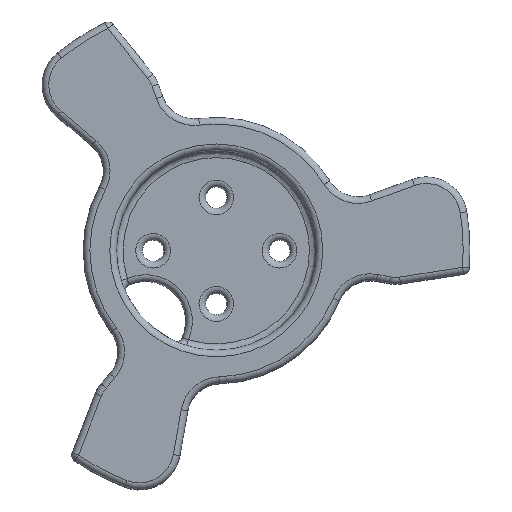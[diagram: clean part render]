
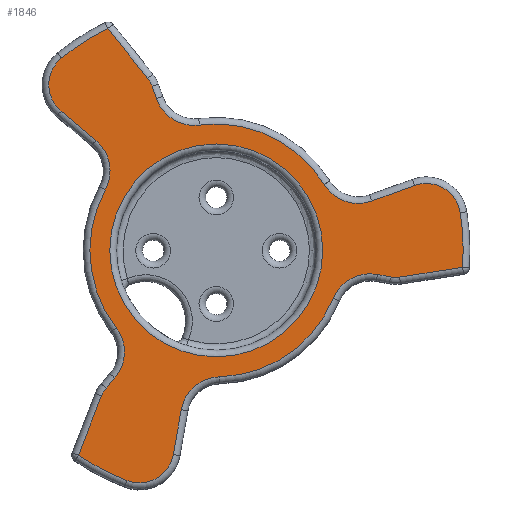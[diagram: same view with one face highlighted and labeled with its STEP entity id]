
A CAD part, top view. The second image highlights one B-rep face of the part: STEP entity #1846.
In plain terms, the highlighted planar face has unit normal (0, 0, 1).
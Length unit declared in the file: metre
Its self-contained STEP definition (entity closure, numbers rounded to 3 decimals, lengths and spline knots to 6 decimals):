
#84=PLANE('',#2046);
#146=LINE('',#3373,#216);
#147=LINE('',#3377,#217);
#148=LINE('',#3383,#218);
#149=LINE('',#3391,#219);
#150=LINE('',#3395,#220);
#151=LINE('',#3401,#221);
#152=LINE('',#3409,#222);
#153=LINE('',#3413,#223);
#154=LINE('',#3419,#224);
#216=VECTOR('',#2511,1.);
#217=VECTOR('',#2514,1.);
#218=VECTOR('',#2519,1.);
#219=VECTOR('',#2526,1.);
#220=VECTOR('',#2529,1.);
#221=VECTOR('',#2534,1.);
#222=VECTOR('',#2541,1.);
#223=VECTOR('',#2544,1.);
#224=VECTOR('',#2549,1.);
#283=CIRCLE('',#2047,0.016);
#284=CIRCLE('',#2048,0.006);
#285=CIRCLE('',#2049,0.004);
#286=CIRCLE('',#2050,0.0371);
#287=CIRCLE('',#2051,0.005175);
#288=CIRCLE('',#2052,0.006);
#289=CIRCLE('',#2053,0.019);
#290=CIRCLE('',#2054,0.006);
#291=CIRCLE('',#2055,0.004);
#292=CIRCLE('',#2056,0.0371);
#293=CIRCLE('',#2057,0.005175);
#294=CIRCLE('',#2058,0.006);
#295=CIRCLE('',#2059,0.019);
#296=CIRCLE('',#2060,0.006);
#297=CIRCLE('',#2061,0.004);
#298=CIRCLE('',#2062,0.0371);
#299=CIRCLE('',#2063,0.005175);
#300=CIRCLE('',#2064,0.006);
#301=CIRCLE('',#2065,0.019);
#554=ORIENTED_EDGE('',*,*,#1075,.T.);
#555=ORIENTED_EDGE('',*,*,#1076,.T.);
#556=ORIENTED_EDGE('',*,*,#1077,.T.);
#557=ORIENTED_EDGE('',*,*,#1078,.T.);
#558=ORIENTED_EDGE('',*,*,#1079,.T.);
#559=ORIENTED_EDGE('',*,*,#1080,.T.);
#560=ORIENTED_EDGE('',*,*,#1081,.T.);
#561=ORIENTED_EDGE('',*,*,#1082,.T.);
#562=ORIENTED_EDGE('',*,*,#1083,.T.);
#563=ORIENTED_EDGE('',*,*,#1084,.T.);
#564=ORIENTED_EDGE('',*,*,#1085,.T.);
#565=ORIENTED_EDGE('',*,*,#1086,.T.);
#566=ORIENTED_EDGE('',*,*,#1087,.T.);
#567=ORIENTED_EDGE('',*,*,#1088,.T.);
#568=ORIENTED_EDGE('',*,*,#1089,.T.);
#569=ORIENTED_EDGE('',*,*,#1090,.T.);
#570=ORIENTED_EDGE('',*,*,#1091,.T.);
#571=ORIENTED_EDGE('',*,*,#1092,.T.);
#572=ORIENTED_EDGE('',*,*,#1093,.T.);
#573=ORIENTED_EDGE('',*,*,#1094,.T.);
#574=ORIENTED_EDGE('',*,*,#1095,.T.);
#575=ORIENTED_EDGE('',*,*,#1096,.T.);
#576=ORIENTED_EDGE('',*,*,#1097,.T.);
#577=ORIENTED_EDGE('',*,*,#1098,.T.);
#578=ORIENTED_EDGE('',*,*,#1099,.T.);
#579=ORIENTED_EDGE('',*,*,#1100,.T.);
#580=ORIENTED_EDGE('',*,*,#1101,.T.);
#581=ORIENTED_EDGE('',*,*,#1102,.T.);
#1075=EDGE_CURVE('',#1338,#1338,#283,.F.);
#1076=EDGE_CURVE('',#1339,#1340,#284,.F.);
#1077=EDGE_CURVE('',#1340,#1341,#146,.F.);
#1078=EDGE_CURVE('',#1341,#1342,#285,.T.);
#1079=EDGE_CURVE('',#1342,#1343,#147,.T.);
#1080=EDGE_CURVE('',#1343,#1344,#286,.T.);
#1081=EDGE_CURVE('',#1344,#1345,#287,.T.);
#1082=EDGE_CURVE('',#1345,#1346,#148,.T.);
#1083=EDGE_CURVE('',#1346,#1347,#288,.F.);
#1084=EDGE_CURVE('',#1347,#1348,#289,.T.);
#1085=EDGE_CURVE('',#1348,#1349,#290,.F.);
#1086=EDGE_CURVE('',#1349,#1350,#149,.F.);
#1087=EDGE_CURVE('',#1350,#1351,#291,.T.);
#1088=EDGE_CURVE('',#1351,#1352,#150,.T.);
#1089=EDGE_CURVE('',#1352,#1353,#292,.T.);
#1090=EDGE_CURVE('',#1353,#1354,#293,.T.);
#1091=EDGE_CURVE('',#1354,#1355,#151,.T.);
#1092=EDGE_CURVE('',#1355,#1356,#294,.F.);
#1093=EDGE_CURVE('',#1356,#1357,#295,.T.);
#1094=EDGE_CURVE('',#1357,#1358,#296,.F.);
#1095=EDGE_CURVE('',#1358,#1359,#152,.F.);
#1096=EDGE_CURVE('',#1359,#1360,#297,.T.);
#1097=EDGE_CURVE('',#1360,#1361,#153,.T.);
#1098=EDGE_CURVE('',#1361,#1362,#298,.T.);
#1099=EDGE_CURVE('',#1362,#1363,#299,.T.);
#1100=EDGE_CURVE('',#1363,#1364,#154,.T.);
#1101=EDGE_CURVE('',#1364,#1365,#300,.F.);
#1102=EDGE_CURVE('',#1365,#1339,#301,.T.);
#1338=VERTEX_POINT('',#3369);
#1339=VERTEX_POINT('',#3371);
#1340=VERTEX_POINT('',#3372);
#1341=VERTEX_POINT('',#3374);
#1342=VERTEX_POINT('',#3376);
#1343=VERTEX_POINT('',#3378);
#1344=VERTEX_POINT('',#3380);
#1345=VERTEX_POINT('',#3382);
#1346=VERTEX_POINT('',#3384);
#1347=VERTEX_POINT('',#3386);
#1348=VERTEX_POINT('',#3388);
#1349=VERTEX_POINT('',#3390);
#1350=VERTEX_POINT('',#3392);
#1351=VERTEX_POINT('',#3394);
#1352=VERTEX_POINT('',#3396);
#1353=VERTEX_POINT('',#3398);
#1354=VERTEX_POINT('',#3400);
#1355=VERTEX_POINT('',#3402);
#1356=VERTEX_POINT('',#3404);
#1357=VERTEX_POINT('',#3406);
#1358=VERTEX_POINT('',#3408);
#1359=VERTEX_POINT('',#3410);
#1360=VERTEX_POINT('',#3412);
#1361=VERTEX_POINT('',#3414);
#1362=VERTEX_POINT('',#3416);
#1363=VERTEX_POINT('',#3418);
#1364=VERTEX_POINT('',#3420);
#1365=VERTEX_POINT('',#3422);
#1455=EDGE_LOOP('',(#554));
#1456=EDGE_LOOP('',(#555,#556,#557,#558,#559,#560,#561,#562,#563,#564,#565,
#566,#567,#568,#569,#570,#571,#572,#573,#574,#575,#576,#577,#578,#579,#580,
#581));
#1635=FACE_BOUND('',#1455,.T.);
#1636=FACE_BOUND('',#1456,.T.);
#1846=ADVANCED_FACE('',(#1635,#1636),#84,.T.);
#2046=AXIS2_PLACEMENT_3D('',#3367,#2505,#2506);
#2047=AXIS2_PLACEMENT_3D('',#3368,#2507,#2508);
#2048=AXIS2_PLACEMENT_3D('',#3370,#2509,#2510);
#2049=AXIS2_PLACEMENT_3D('',#3375,#2512,#2513);
#2050=AXIS2_PLACEMENT_3D('',#3379,#2515,#2516);
#2051=AXIS2_PLACEMENT_3D('',#3381,#2517,#2518);
#2052=AXIS2_PLACEMENT_3D('',#3385,#2520,#2521);
#2053=AXIS2_PLACEMENT_3D('',#3387,#2522,#2523);
#2054=AXIS2_PLACEMENT_3D('',#3389,#2524,#2525);
#2055=AXIS2_PLACEMENT_3D('',#3393,#2527,#2528);
#2056=AXIS2_PLACEMENT_3D('',#3397,#2530,#2531);
#2057=AXIS2_PLACEMENT_3D('',#3399,#2532,#2533);
#2058=AXIS2_PLACEMENT_3D('',#3403,#2535,#2536);
#2059=AXIS2_PLACEMENT_3D('',#3405,#2537,#2538);
#2060=AXIS2_PLACEMENT_3D('',#3407,#2539,#2540);
#2061=AXIS2_PLACEMENT_3D('',#3411,#2542,#2543);
#2062=AXIS2_PLACEMENT_3D('',#3415,#2545,#2546);
#2063=AXIS2_PLACEMENT_3D('',#3417,#2547,#2548);
#2064=AXIS2_PLACEMENT_3D('',#3421,#2550,#2551);
#2065=AXIS2_PLACEMENT_3D('',#3423,#2552,#2553);
#2505=DIRECTION('',(0.,0.,1.));
#2506=DIRECTION('',(1.,0.,0.));
#2507=DIRECTION('',(0.,0.,1.));
#2508=DIRECTION('',(1.,0.,0.));
#2509=DIRECTION('',(0.,0.,1.));
#2510=DIRECTION('',(1.,0.,0.));
#2511=DIRECTION('',(0.329,-0.944,0.));
#2512=DIRECTION('',(0.,0.,1.));
#2513=DIRECTION('',(1.,0.,0.));
#2514=DIRECTION('',(-0.626,0.779,0.));
#2515=DIRECTION('',(0.,0.,1.));
#2516=DIRECTION('',(1.,0.,0.));
#2517=DIRECTION('',(0.,0.,1.));
#2518=DIRECTION('',(1.,0.,0.));
#2519=DIRECTION('',(0.765,-0.644,0.));
#2520=DIRECTION('',(0.,0.,1.));
#2521=DIRECTION('',(1.,0.,0.));
#2522=DIRECTION('',(0.,0.,1.));
#2523=DIRECTION('',(1.,0.,0.));
#2524=DIRECTION('',(0.,0.,1.));
#2525=DIRECTION('',(1.,0.,0.));
#2526=DIRECTION('',(0.654,0.757,0.));
#2527=DIRECTION('',(0.,0.,1.));
#2528=DIRECTION('',(1.,0.,0.));
#2529=DIRECTION('',(-0.362,-0.932,0.));
#2530=DIRECTION('',(0.,0.,1.));
#2531=DIRECTION('',(1.,0.,0.));
#2532=DIRECTION('',(0.,0.,1.));
#2533=DIRECTION('',(1.,0.,0.));
#2534=DIRECTION('',(0.175,0.985,0.));
#2535=DIRECTION('',(0.,0.,1.));
#2536=DIRECTION('',(1.,0.,0.));
#2537=DIRECTION('',(0.,0.,1.));
#2538=DIRECTION('',(1.,0.,0.));
#2539=DIRECTION('',(0.,0.,1.));
#2540=DIRECTION('',(1.,0.,0.));
#2541=DIRECTION('',(-0.982,0.188,0.));
#2542=DIRECTION('',(0.,0.,1.));
#2543=DIRECTION('',(1.,0.,0.));
#2544=DIRECTION('',(0.988,0.153,0.));
#2545=DIRECTION('',(0.,0.,1.));
#2546=DIRECTION('',(1.,0.,0.));
#2547=DIRECTION('',(0.,0.,1.));
#2548=DIRECTION('',(1.,0.,0.));
#2549=DIRECTION('',(-0.94,-0.341,0.));
#2550=DIRECTION('',(0.,0.,1.));
#2551=DIRECTION('',(1.,0.,0.));
#2552=DIRECTION('',(0.,0.,1.));
#2553=DIRECTION('',(1.,0.,0.));
#3367=CARTESIAN_POINT('',(0.0381,0.,0.736));
#3368=CARTESIAN_POINT('',(0.,0.,0.736));
#3369=CARTESIAN_POINT('',(0.016,0.,0.736));
#3370=CARTESIAN_POINT('',(-0.003324,0.024778,0.736));
#3371=CARTESIAN_POINT('',(-0.002527,0.018831,0.736));
#3372=CARTESIAN_POINT('',(-0.008991,0.022807,0.736));
#3373=CARTESIAN_POINT('',(0.003167,-0.01215,0.736));
#3374=CARTESIAN_POINT('',(-0.009641,0.024674,0.736));
#3375=CARTESIAN_POINT('',(-0.013419,0.02336,0.736));
#3376=CARTESIAN_POINT('',(-0.010301,0.025866,0.736));
#3377=CARTESIAN_POINT('',(-0.016794,0.033944,0.736));
#3378=CARTESIAN_POINT('',(-0.016299,0.033328,0.736));
#3379=CARTESIAN_POINT('',(0.,0.,0.736));
#3380=CARTESIAN_POINT('',(-0.023242,0.028917,0.736));
#3381=CARTESIAN_POINT('',(-0.02,0.024884,0.736));
#3382=CARTESIAN_POINT('',(-0.02333,0.020923,0.736));
#3383=CARTESIAN_POINT('',(-0.018105,0.016529,0.736));
#3384=CARTESIAN_POINT('',(-0.018105,0.016529,0.736));
#3385=CARTESIAN_POINT('',(-0.021966,0.011937,0.736));
#3386=CARTESIAN_POINT('',(-0.016694,0.009072,0.736));
#3387=CARTESIAN_POINT('',(0.,0.,0.736));
#3388=CARTESIAN_POINT('',(-0.015045,-0.011604,0.736));
#3389=CARTESIAN_POINT('',(-0.019796,-0.015268,0.736));
#3390=CARTESIAN_POINT('',(-0.015256,-0.01919,0.736));
#3391=CARTESIAN_POINT('',(0.017038,0.018194,0.736));
#3392=CARTESIAN_POINT('',(-0.016548,-0.020686,0.736));
#3393=CARTESIAN_POINT('',(-0.013521,-0.023301,0.736));
#3394=CARTESIAN_POINT('',(-0.01725,-0.021854,0.736));
#3395=CARTESIAN_POINT('',(-0.021,-0.031516,0.736));
#3396=CARTESIAN_POINT('',(-0.020714,-0.030779,0.736));
#3397=CARTESIAN_POINT('',(0.,0.,0.736));
#3398=CARTESIAN_POINT('',(-0.013422,-0.034587,0.736));
#3399=CARTESIAN_POINT('',(-0.01155,-0.029762,0.736));
#3400=CARTESIAN_POINT('',(-0.006455,-0.030666,0.736));
#3401=CARTESIAN_POINT('',(-0.005262,-0.023944,0.736));
#3402=CARTESIAN_POINT('',(-0.005262,-0.023944,0.736));
#3403=CARTESIAN_POINT('',(0.000646,-0.024992,0.736));
#3404=CARTESIAN_POINT('',(0.000491,-0.018994,0.736));
#3405=CARTESIAN_POINT('',(0.,0.,0.736));
#3406=CARTESIAN_POINT('',(0.017572,-0.007228,0.736));
#3407=CARTESIAN_POINT('',(0.023121,-0.00951,0.736));
#3408=CARTESIAN_POINT('',(0.024247,-0.003617,0.736));
#3409=CARTESIAN_POINT('',(0.036945,-0.006044,0.736));
#3410=CARTESIAN_POINT('',(0.026189,-0.003988,0.736));
#3411=CARTESIAN_POINT('',(0.02694,-0.000059,0.736));
#3412=CARTESIAN_POINT('',(0.027551,-0.004012,0.736));
#3413=CARTESIAN_POINT('',(0.037794,-0.002428,0.736));
#3414=CARTESIAN_POINT('',(0.037012,-0.002549,0.736));
#3415=CARTESIAN_POINT('',(0.,0.,0.736));
#3416=CARTESIAN_POINT('',(0.036664,0.005669,0.736));
#3417=CARTESIAN_POINT('',(0.03155,0.004879,0.736));
#3418=CARTESIAN_POINT('',(0.029785,0.009743,0.736));
#3419=CARTESIAN_POINT('',(0.023367,0.007415,0.736));
#3420=CARTESIAN_POINT('',(0.023367,0.007415,0.736));
#3421=CARTESIAN_POINT('',(0.021321,0.013055,0.736));
#3422=CARTESIAN_POINT('',(0.016204,0.009922,0.736));
#3423=CARTESIAN_POINT('',(0.,0.,0.736));
